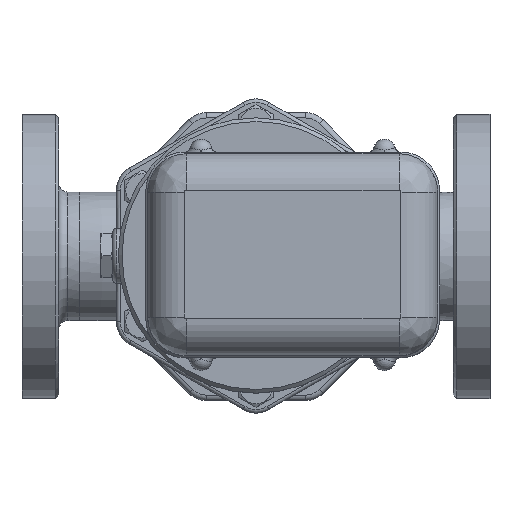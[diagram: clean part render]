
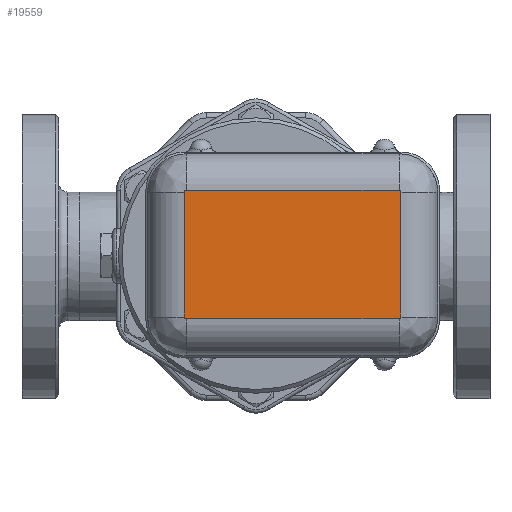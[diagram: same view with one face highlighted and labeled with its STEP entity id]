
A CAD part, top view. The second image highlights one B-rep face of the part: STEP entity #19559.
In plain terms, the highlighted planar face has unit normal (0, 0, 1).
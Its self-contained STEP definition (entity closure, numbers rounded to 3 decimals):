
#389=PLANE('',#20999);
#1526=LINE('',#31939,#2764);
#1528=LINE('',#31975,#2766);
#1531=LINE('',#31982,#2769);
#1533=LINE('',#32013,#2771);
#2764=VECTOR('',#23669,116.);
#2766=VECTOR('',#23689,68.);
#2769=VECTOR('',#23696,68.);
#2771=VECTOR('',#23712,116.);
#4443=FACE_OUTER_BOUND('',#5766,.T.);
#5766=EDGE_LOOP('',(#14240,#14241,#14242,#14243,#14244,#14245,#14246,#14247));
#7753=CIRCLE('',#20975,1.);
#7757=CIRCLE('',#20979,1.);
#7761=CIRCLE('',#20985,1.);
#7765=CIRCLE('',#20989,1.);
#9007=VERTEX_POINT('',#31936);
#9008=VERTEX_POINT('',#31938);
#9011=VERTEX_POINT('',#31953);
#9012=VERTEX_POINT('',#31966);
#9015=VERTEX_POINT('',#31973);
#9016=VERTEX_POINT('',#31978);
#9019=VERTEX_POINT('',#31993);
#9020=VERTEX_POINT('',#32006);
#11037=EDGE_CURVE('',#9007,#9008,#1526,.T.);
#11041=EDGE_CURVE('',#9011,#9007,#7753,.T.);
#11045=EDGE_CURVE('',#9008,#9012,#7757,.T.);
#11047=EDGE_CURVE('',#9015,#9011,#1528,.T.);
#11051=EDGE_CURVE('',#9012,#9016,#1531,.T.);
#11053=EDGE_CURVE('',#9019,#9015,#7761,.T.);
#11057=EDGE_CURVE('',#9016,#9020,#7765,.T.);
#11059=EDGE_CURVE('',#9020,#9019,#1533,.T.);
#14240=ORIENTED_EDGE('',*,*,#11037,.F.);
#14241=ORIENTED_EDGE('',*,*,#11041,.F.);
#14242=ORIENTED_EDGE('',*,*,#11047,.F.);
#14243=ORIENTED_EDGE('',*,*,#11053,.F.);
#14244=ORIENTED_EDGE('',*,*,#11059,.F.);
#14245=ORIENTED_EDGE('',*,*,#11057,.F.);
#14246=ORIENTED_EDGE('',*,*,#11051,.F.);
#14247=ORIENTED_EDGE('',*,*,#11045,.F.);
#19559=ADVANCED_FACE('',(#4443),#389,.T.);
#20975=AXIS2_PLACEMENT_3D('',#31955,#23675,#23676);
#20979=AXIS2_PLACEMENT_3D('',#31970,#23683,#23684);
#20985=AXIS2_PLACEMENT_3D('',#31995,#23699,#23700);
#20989=AXIS2_PLACEMENT_3D('',#32010,#23707,#23708);
#20999=AXIS2_PLACEMENT_3D('',#32076,#23736,#23737);
#23669=DIRECTION('',(-1.,0.,0.));
#23675=DIRECTION('center_axis',(0.,0.,-1.));
#23676=DIRECTION('ref_axis',(0.707,-0.707,0.));
#23683=DIRECTION('center_axis',(0.,0.,-1.));
#23684=DIRECTION('ref_axis',(-0.707,-0.707,0.));
#23689=DIRECTION('',(0.,-1.,0.));
#23696=DIRECTION('',(0.,1.,0.));
#23699=DIRECTION('center_axis',(0.,0.,-1.));
#23700=DIRECTION('ref_axis',(0.707,0.707,0.));
#23707=DIRECTION('center_axis',(0.,0.,-1.));
#23708=DIRECTION('ref_axis',(-0.707,0.707,0.));
#23712=DIRECTION('',(1.,0.,0.));
#23736=DIRECTION('center_axis',(0.,0.,1.));
#23737=DIRECTION('ref_axis',(1.,0.,0.));
#31936=CARTESIAN_POINT('',(78.,-35.,617.));
#31938=CARTESIAN_POINT('',(-38.,-35.,617.));
#31939=CARTESIAN_POINT('',(59.5,-35.,617.));
#31953=CARTESIAN_POINT('',(79.,-34.,617.));
#31955=CARTESIAN_POINT('Origin',(78.,-34.,617.));
#31966=CARTESIAN_POINT('',(-39.,-34.,617.));
#31970=CARTESIAN_POINT('Origin',(-38.,-34.,617.));
#31973=CARTESIAN_POINT('',(79.,34.,617.));
#31975=CARTESIAN_POINT('',(79.,27.5,617.));
#31978=CARTESIAN_POINT('',(-39.,34.,617.));
#31982=CARTESIAN_POINT('',(-39.,-27.5,617.));
#31993=CARTESIAN_POINT('',(78.,35.,617.));
#31995=CARTESIAN_POINT('Origin',(78.,34.,617.));
#32006=CARTESIAN_POINT('',(-38.,35.,617.));
#32010=CARTESIAN_POINT('Origin',(-38.,34.,617.));
#32013=CARTESIAN_POINT('',(-19.5,35.,617.));
#32076=CARTESIAN_POINT('Origin',(20.,0.,617.));
